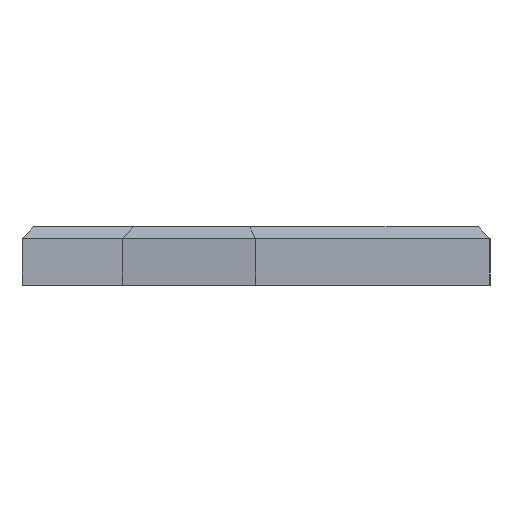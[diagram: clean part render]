
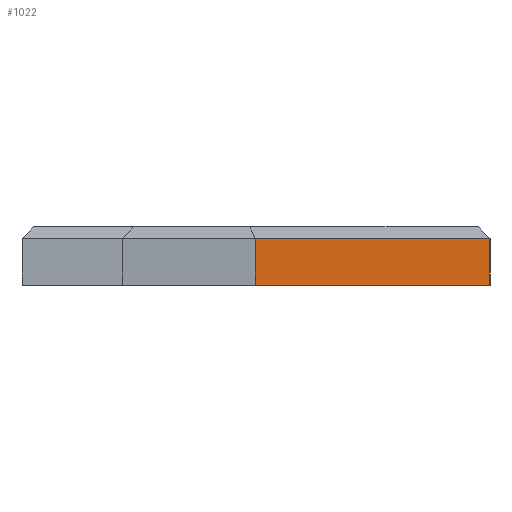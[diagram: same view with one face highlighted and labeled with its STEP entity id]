
A CAD part, left-side view. The second image highlights one B-rep face of the part: STEP entity #1022.
In plain terms, the highlighted planar face has unit normal (-1, 0, 0).
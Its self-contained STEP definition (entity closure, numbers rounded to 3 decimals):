
#60=ORIENTED_EDGE('',*,*,#333,.F.);
#61=ORIENTED_EDGE('',*,*,#334,.T.);
#62=ORIENTED_EDGE('',*,*,#330,.T.);
#63=ORIENTED_EDGE('',*,*,#335,.T.);
#330=EDGE_CURVE('',#466,#467,#562,.T.);
#333=EDGE_CURVE('',#468,#469,#565,.T.);
#334=EDGE_CURVE('',#468,#466,#566,.T.);
#335=EDGE_CURVE('',#467,#469,#567,.T.);
#466=VERTEX_POINT('',#1459);
#467=VERTEX_POINT('',#1460);
#468=VERTEX_POINT('',#1465);
#469=VERTEX_POINT('',#1466);
#562=LINE('',#1458,#684);
#565=LINE('',#1464,#687);
#566=LINE('',#1467,#688);
#567=LINE('',#1468,#689);
#684=VECTOR('',#1183,1000.);
#687=VECTOR('',#1188,1000.);
#688=VECTOR('',#1189,1000.);
#689=VECTOR('',#1190,1000.);
#800=EDGE_LOOP('',(#60,#61,#62,#63));
#886=FACE_BOUND('',#800,.T.);
#972=PLANE('',#1093);
#1022=ADVANCED_FACE('',(#886),#972,.F.);
#1093=AXIS2_PLACEMENT_3D('',#1463,#1186,#1187);
#1183=DIRECTION('',(0.,0.,-1.));
#1186=DIRECTION('',(1.,0.,0.));
#1187=DIRECTION('',(0.,1.,0.));
#1188=DIRECTION('',(0.,0.,-1.));
#1189=DIRECTION('',(0.,1.,0.));
#1190=DIRECTION('',(0.,-1.,0.));
#1458=CARTESIAN_POINT('',(-40.,-20.,5.));
#1459=CARTESIAN_POINT('',(-40.,-20.,4.));
#1460=CARTESIAN_POINT('',(-40.,-20.,0.));
#1463=CARTESIAN_POINT('',(-40.,-20.,5.));
#1464=CARTESIAN_POINT('',(-40.,-40.11,5.));
#1465=CARTESIAN_POINT('',(-40.,-40.11,4.));
#1466=CARTESIAN_POINT('',(-40.,-40.11,0.));
#1467=CARTESIAN_POINT('',(-40.,-20.,4.));
#1468=CARTESIAN_POINT('',(-40.,-20.,0.));
